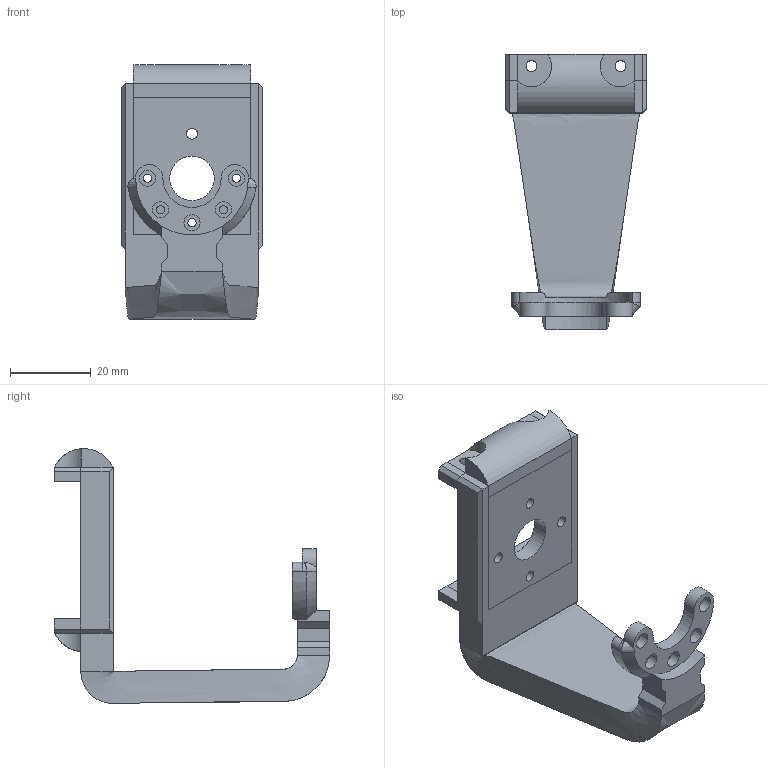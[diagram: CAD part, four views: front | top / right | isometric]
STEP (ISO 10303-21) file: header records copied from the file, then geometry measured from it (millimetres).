
FILE_DESCRIPTION(/* description */ (''),/* implementation_level */ '2;1');
FILE_NAME(/* name */ 'top_mx-64_mount_with_brace_v1.step',/* time_stamp */ '2017-10-31T18:40:26+00:00',/* author */ (''),/* organization */ (''),/* preprocessor_version */ 'ST-DEVELOPER v16.13',/* originating_system */ 'Autodesk Translation Framework v6.5.0.72',/* authorisation */ '');
FILE_SCHEMA (('AUTOMOTIVE_DESIGN { 1 0 10303 214 3 1 1 }'));
Length unit declared in the file: millimetre
Products named in the file (1): top_mx-64_mount_with_brace_v1
Bounding box: 35 x 68 x 62.98 mm (x, y, z)
Volume: 19438.9 mm3; surface area: 18947.2 mm2
Topology: 1 solids, 31 shells, 325 faces, 789 edges, 531 vertices
Faces by surface type: plane 209, bspline 78, cylinder 38
Full cylindrical faces by diameter (mm): 2.05 x5, 2.7 x8, 4 x5, 11 x1
Entity records: 15058 total; most frequent: CARTESIAN_POINT 8149, ORIENTED_EDGE 1582, DIRECTION 1037, EDGE_CURVE 791, VERTEX_POINT 533, LINE 373, VECTOR 373, EDGE_LOOP 358
